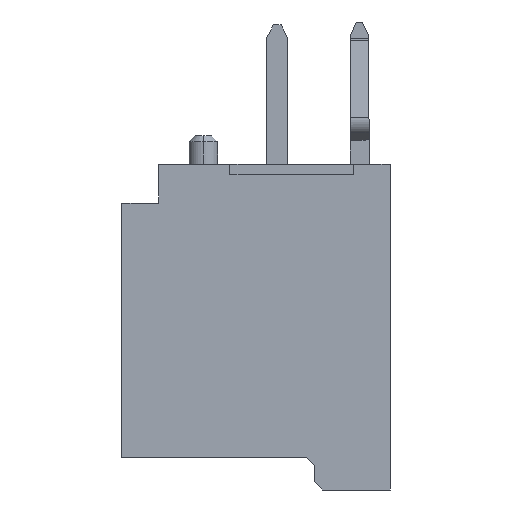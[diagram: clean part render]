
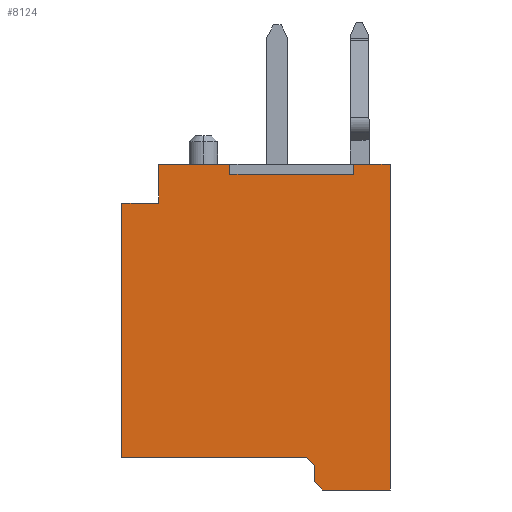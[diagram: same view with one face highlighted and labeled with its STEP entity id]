
A CAD part, left-side view. The second image highlights one B-rep face of the part: STEP entity #8124.
In plain terms, the highlighted planar face has unit normal (-1, 0, 0).
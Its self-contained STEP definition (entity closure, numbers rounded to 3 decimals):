
#201=DIRECTION('',(0.,1.,0.));
#202=VECTOR('',#201,0.9);
#203=CARTESIAN_POINT('',(-10.45,-3.95,4.77));
#204=LINE('',#203,#202);
#217=DIRECTION('',(0.,1.,0.));
#218=VECTOR('',#217,1.74);
#219=CARTESIAN_POINT('',(-10.45,-0.04,4.77));
#220=LINE('',#219,#218);
#1168=DIRECTION('',(0.,0.,-1.));
#1169=VECTOR('',#1168,6.2);
#1170=CARTESIAN_POINT('',(-10.45,2.6,3.82));
#1171=LINE('',#1170,#1169);
#1334=DIRECTION('',(0.,-1.,0.));
#1335=VECTOR('',#1334,0.9);
#1336=CARTESIAN_POINT('',(-10.45,2.6,3.82));
#1337=LINE('',#1336,#1335);
#1338=DIRECTION('',(0.,0.,-1.));
#1339=VECTOR('',#1338,0.95);
#1340=CARTESIAN_POINT('',(-10.45,1.7,4.77));
#1341=LINE('',#1340,#1339);
#1342=DIRECTION('',(0.,0.,-1.));
#1343=VECTOR('',#1342,0.25);
#1344=CARTESIAN_POINT('',(-10.45,-0.04,4.77));
#1345=LINE('',#1344,#1343);
#1346=DIRECTION('',(0.,-1.,0.));
#1347=VECTOR('',#1346,3.01);
#1348=CARTESIAN_POINT('',(-10.45,-0.04,4.52));
#1349=LINE('',#1348,#1347);
#1350=DIRECTION('',(0.,0.,-1.));
#1351=VECTOR('',#1350,0.25);
#1352=CARTESIAN_POINT('',(-10.45,-3.05,4.77));
#1353=LINE('',#1352,#1351);
#1354=DIRECTION('',(0.,0.,-1.));
#1355=VECTOR('',#1354,7.95);
#1356=CARTESIAN_POINT('',(-10.45,-3.95,4.77));
#1357=LINE('',#1356,#1355);
#1358=DIRECTION('',(0.,0.707,0.707));
#1359=VECTOR('',#1358,0.283);
#1360=CARTESIAN_POINT('',(-10.45,-2.31,-3.18));
#1361=LINE('',#1360,#1359);
#1362=DIRECTION('',(0.,0.,1.));
#1363=VECTOR('',#1362,0.4);
#1364=CARTESIAN_POINT('',(-10.45,-2.11,-2.98));
#1365=LINE('',#1364,#1363);
#1366=DIRECTION('',(0.,0.707,0.707));
#1367=VECTOR('',#1366,0.283);
#1368=CARTESIAN_POINT('',(-10.45,-2.11,-2.58));
#1369=LINE('',#1368,#1367);
#1370=DIRECTION('',(0.,-1.,0.));
#1371=VECTOR('',#1370,4.51);
#1372=CARTESIAN_POINT('',(-10.45,2.6,-2.38));
#1373=LINE('',#1372,#1371);
#1611=DIRECTION('',(0.,1.,0.));
#1612=VECTOR('',#1611,1.64);
#1613=CARTESIAN_POINT('',(-10.45,-3.95,-3.18));
#1614=LINE('',#1613,#1612);
#5019=CARTESIAN_POINT('',(-10.45,-3.95,4.77));
#5020=CARTESIAN_POINT('',(-10.45,-3.95,-3.18));
#5021=VERTEX_POINT('',#5019);
#5022=VERTEX_POINT('',#5020);
#5033=CARTESIAN_POINT('',(-10.45,-2.31,-3.18));
#5034=CARTESIAN_POINT('',(-10.45,-2.11,-2.98));
#5035=VERTEX_POINT('',#5033);
#5036=VERTEX_POINT('',#5034);
#5037=CARTESIAN_POINT('',(-10.45,-2.11,-2.58));
#5038=VERTEX_POINT('',#5037);
#5039=CARTESIAN_POINT('',(-10.45,-1.91,-2.38));
#5040=VERTEX_POINT('',#5039);
#5041=CARTESIAN_POINT('',(-10.45,2.6,-2.38));
#5042=VERTEX_POINT('',#5041);
#5728=CARTESIAN_POINT('',(-10.45,-0.04,4.77));
#5730=VERTEX_POINT('',#5728);
#5732=CARTESIAN_POINT('',(-10.45,-3.05,4.77));
#5734=VERTEX_POINT('',#5732);
#5735=CARTESIAN_POINT('',(-10.45,-0.04,4.52));
#5736=VERTEX_POINT('',#5735);
#5737=CARTESIAN_POINT('',(-10.45,-3.05,4.52));
#5738=VERTEX_POINT('',#5737);
#5849=CARTESIAN_POINT('',(-10.45,2.6,3.82));
#5850=CARTESIAN_POINT('',(-10.45,1.7,3.82));
#5851=VERTEX_POINT('',#5849);
#5852=VERTEX_POINT('',#5850);
#5853=CARTESIAN_POINT('',(-10.45,1.7,4.77));
#5854=VERTEX_POINT('',#5853);
#8095=CARTESIAN_POINT('',(-10.45,-3.95,4.77));
#8096=DIRECTION('',(-1.,0.,0.));
#8097=DIRECTION('',(0.,1.,0.));
#8098=AXIS2_PLACEMENT_3D('',#8095,#8096,#8097);
#8099=PLANE('',#8098);
#8100=ORIENTED_EDGE('',*,*,#7969,.T.);
#8101=ORIENTED_EDGE('',*,*,#7999,.F.);
#8102=ORIENTED_EDGE('',*,*,#6654,.F.);
#8104=ORIENTED_EDGE('',*,*,#8103,.T.);
#8106=ORIENTED_EDGE('',*,*,#8105,.T.);
#8108=ORIENTED_EDGE('',*,*,#8107,.F.);
#8109=ORIENTED_EDGE('',*,*,#6646,.F.);
#8111=ORIENTED_EDGE('',*,*,#8110,.T.);
#8113=ORIENTED_EDGE('',*,*,#8112,.T.);
#8115=ORIENTED_EDGE('',*,*,#8114,.T.);
#8117=ORIENTED_EDGE('',*,*,#8116,.T.);
#8119=ORIENTED_EDGE('',*,*,#8118,.T.);
#8120=ORIENTED_EDGE('',*,*,#7496,.F.);
#8121=ORIENTED_EDGE('',*,*,#7671,.F.);
#8122=EDGE_LOOP('',(#8100,#8101,#8102,#8104,#8106,#8108,#8109,#8111,#8113,#8115,
#8117,#8119,#8120,#8121));
#8123=FACE_OUTER_BOUND('',#8122,.F.);
#8124=ADVANCED_FACE('',(#8123),#8099,.T.);
#6646=EDGE_CURVE('',#5021,#5734,#204,.T.);
#6654=EDGE_CURVE('',#5730,#5854,#220,.T.);
#7496=EDGE_CURVE('',#5042,#5040,#1373,.T.);
#7671=EDGE_CURVE('',#5851,#5042,#1171,.T.);
#7969=EDGE_CURVE('',#5851,#5852,#1337,.T.);
#7999=EDGE_CURVE('',#5854,#5852,#1341,.T.);
#8103=EDGE_CURVE('',#5730,#5736,#1345,.T.);
#8105=EDGE_CURVE('',#5736,#5738,#1349,.T.);
#8107=EDGE_CURVE('',#5734,#5738,#1353,.T.);
#8110=EDGE_CURVE('',#5021,#5022,#1357,.T.);
#8112=EDGE_CURVE('',#5022,#5035,#1614,.T.);
#8114=EDGE_CURVE('',#5035,#5036,#1361,.T.);
#8116=EDGE_CURVE('',#5036,#5038,#1365,.T.);
#8118=EDGE_CURVE('',#5038,#5040,#1369,.T.);
